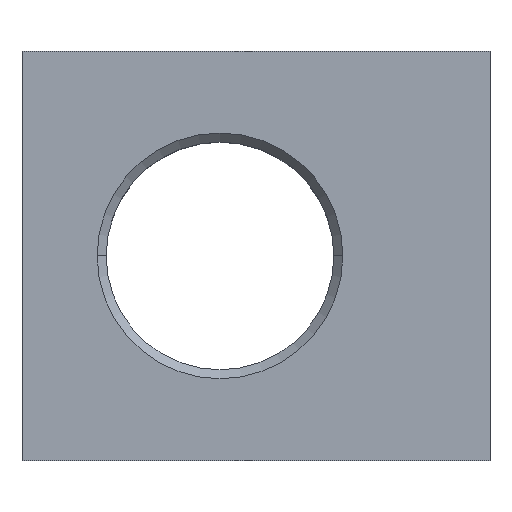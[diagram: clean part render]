
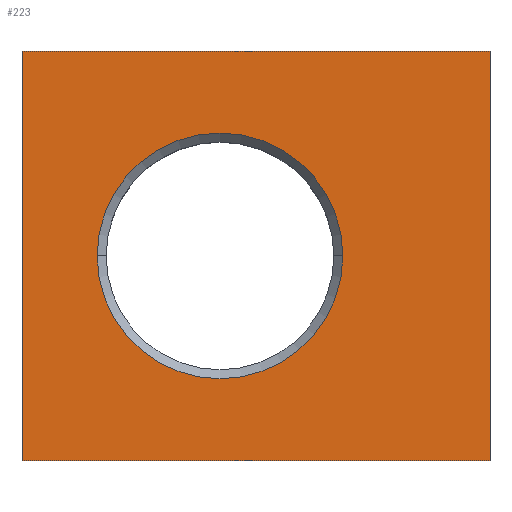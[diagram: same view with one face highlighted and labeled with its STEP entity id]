
A CAD part, top view. The second image highlights one B-rep face of the part: STEP entity #223.
In plain terms, the highlighted planar face has unit normal (0, 0, 1).
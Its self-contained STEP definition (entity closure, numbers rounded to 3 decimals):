
#3 = CIRCLE ( 'NONE', #94, 13.65 ) ;
#13 = CARTESIAN_POINT ( 'NONE',  ( 0., 45.5, 16. ) ) ;
#18 = DIRECTION ( 'NONE',  ( -1., 0., 0. ) ) ;
#19 = CIRCLE ( 'NONE', #72, 13.65 ) ;
#25 = FACE_BOUND ( 'NONE', #114, .T. ) ;
#27 = ORIENTED_EDGE ( 'NONE', *, *, #70, .T. ) ;
#43 = CARTESIAN_POINT ( 'NONE',  ( 0., 0., 16. ) ) ;
#56 = LINE ( 'NONE', #261, #280 ) ;
#58 = DIRECTION ( 'NONE',  ( -1., 0., 0. ) ) ;
#70 = EDGE_CURVE ( 'NONE', #342, #328, #19, .T. ) ;
#72 = AXIS2_PLACEMENT_3D ( 'NONE', #139, #171, #148 ) ;
#85 = CARTESIAN_POINT ( 'NONE',  ( 0., 0., 16. ) ) ;
#86 = EDGE_CURVE ( 'NONE', #328, #342, #3, .T. ) ;
#91 = EDGE_CURVE ( 'NONE', #193, #188, #56, .T. ) ;
#92 = CARTESIAN_POINT ( 'NONE',  ( 35.65, 22.75, 16. ) ) ;
#94 = AXIS2_PLACEMENT_3D ( 'NONE', #316, #337, #144 ) ;
#97 = CARTESIAN_POINT ( 'NONE',  ( 8.35, 22.75, 16. ) ) ;
#106 = VERTEX_POINT ( 'NONE', #190 ) ;
#114 = EDGE_LOOP ( 'NONE', ( #230, #27 ) ) ;
#125 = CARTESIAN_POINT ( 'NONE',  ( 0., 0., 16. ) ) ;
#134 = LINE ( 'NONE', #177, #287 ) ;
#139 = CARTESIAN_POINT ( 'NONE',  ( 22., 22.75, 16. ) ) ;
#144 = DIRECTION ( 'NONE',  ( -1., 0., 0. ) ) ;
#148 = DIRECTION ( 'NONE',  ( -1., 0., 0. ) ) ;
#149 = LINE ( 'NONE', #43, #319 ) ;
#150 = ORIENTED_EDGE ( 'NONE', *, *, #154, .T. ) ;
#154 = EDGE_CURVE ( 'NONE', #106, #193, #134, .T. ) ;
#169 = FACE_OUTER_BOUND ( 'NONE', #334, .T. ) ;
#171 = DIRECTION ( 'NONE',  ( 0., 0., -1. ) ) ;
#177 = CARTESIAN_POINT ( 'NONE',  ( 52., 0., 16. ) ) ;
#179 = DIRECTION ( 'NONE',  ( 1., 0., 0. ) ) ;
#182 = CARTESIAN_POINT ( 'NONE',  ( 0., 0., 16. ) ) ;
#184 = LINE ( 'NONE', #125, #349 ) ;
#188 = VERTEX_POINT ( 'NONE', #13 ) ;
#190 = CARTESIAN_POINT ( 'NONE',  ( 52., 0., 16. ) ) ;
#193 = VERTEX_POINT ( 'NONE', #247 ) ;
#218 = DIRECTION ( 'NONE',  ( 0., -1., 0. ) ) ;
#219 = ORIENTED_EDGE ( 'NONE', *, *, #289, .T. ) ;
#223 = ADVANCED_FACE ( 'NONE', ( #25, #169 ), #251, .F. ) ;
#230 = ORIENTED_EDGE ( 'NONE', *, *, #86, .T. ) ;
#238 = ORIENTED_EDGE ( 'NONE', *, *, #91, .T. ) ;
#247 = CARTESIAN_POINT ( 'NONE',  ( 52., 45.5, 16. ) ) ;
#251 = PLANE ( 'NONE',  #308 ) ;
#255 = ORIENTED_EDGE ( 'NONE', *, *, #354, .T. ) ;
#261 = CARTESIAN_POINT ( 'NONE',  ( 0., 45.5, 16. ) ) ;
#272 = VERTEX_POINT ( 'NONE', #182 ) ;
#280 = VECTOR ( 'NONE', #58, 1000. ) ;
#287 = VECTOR ( 'NONE', #352, 1000. ) ;
#289 = EDGE_CURVE ( 'NONE', #188, #272, #149, .T. ) ;
#308 = AXIS2_PLACEMENT_3D ( 'NONE', #85, #309, #18 ) ;
#309 = DIRECTION ( 'NONE',  ( 0., 0., -1. ) ) ;
#316 = CARTESIAN_POINT ( 'NONE',  ( 22., 22.75, 16. ) ) ;
#319 = VECTOR ( 'NONE', #218, 1000. ) ;
#328 = VERTEX_POINT ( 'NONE', #92 ) ;
#334 = EDGE_LOOP ( 'NONE', ( #219, #255, #150, #238 ) ) ;
#337 = DIRECTION ( 'NONE',  ( 0., 0., -1. ) ) ;
#342 = VERTEX_POINT ( 'NONE', #97 ) ;
#349 = VECTOR ( 'NONE', #179, 1000. ) ;
#352 = DIRECTION ( 'NONE',  ( 0., 1., 0. ) ) ;
#354 = EDGE_CURVE ( 'NONE', #272, #106, #184, .T. ) ;
